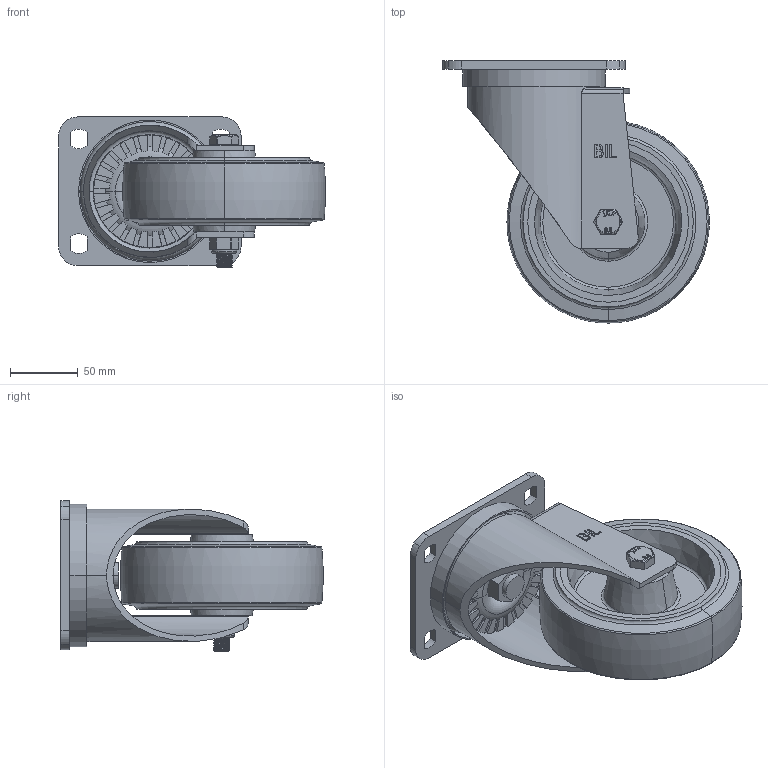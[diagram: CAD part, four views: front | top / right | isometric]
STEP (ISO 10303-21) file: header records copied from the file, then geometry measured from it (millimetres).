
FILE_DESCRIPTION(('STEP AP214'),'1');
FILE_NAME('BZP150RNB.STEP','2022-01-25T14:22:33',(' '),(' '),'Spatial InterOp 3D',' ',' ');
FILE_SCHEMA(('AUTOMOTIVE_DESIGN { 1 0 10303 214 1 1 1 1 }'));
Length unit declared in the file: metre
Products named in the file (22): ZINC PLATED, PRESSED STEEL TOP PLATE; ZINC PLATED, PRESSED STEEL TOP PLATE Geometry; NUT; BZP160AS; ZINC PLATED, PRESSED STEEL FORKS; BEARING SEAL; BZP150RNB; TUBEM20X60; ZINC PLATED STEEL TUBE; BZH150WRNRB; 75 SHORE A ELASTIC RUBBER TYRE; NYLON RIM; ROLLER BEARING; CAGE; Pattern; RIBS; HEXBOLTM12X90Z8.8; GRADE 8.8 ZINC PLATED BOLT; NYLOC NUT; NUT2; RUBBER; NYLOCM12Z
Assembly tree (28 placements, depth 5):
  BZP150RNB
    BZP160AS
      ZINC PLATED, PRESSED STEEL TOP PLATE
        ZINC PLATED, PRESSED STEEL TOP PLATE Geometry
        NUT
      ZINC PLATED, PRESSED STEEL FORKS
      BEARING SEAL
    TUBEM20X60
      ZINC PLATED STEEL TUBE
    BZH150WRNRB
      75 SHORE A ELASTIC RUBBER TYRE
      NYLON RIM
      ROLLER BEARING
        CAGE
        Pattern
          RIBS  x8
    HEXBOLTM12X90Z8.8
      GRADE 8.8 ZINC PLATED BOLT
    NYLOCM12Z
      NYLOC NUT
        NUT2
        RUBBER
Bounding box: 197.4 x 193.9 x 111 mm (x, y, z)
Volume: 868635.7 mm3; surface area: 274528.9 mm2
Topology: 19 solids, 19 shells, 823 faces, 2171 edges, 1403 vertices
Faces by surface type: plane 386, cylinder 298, torus 48, extrusion 33, sphere 30, cone 18, bspline 10
Entity records: 35401 total; most frequent: CARTESIAN_POINT 14642, DIRECTION 4270, ORIENTED_EDGE 4258, EDGE_CURVE 2129, AXIS2_PLACEMENT_3D 1599, VERTEX_POINT 1375, VECTOR 1072, LINE 1039
